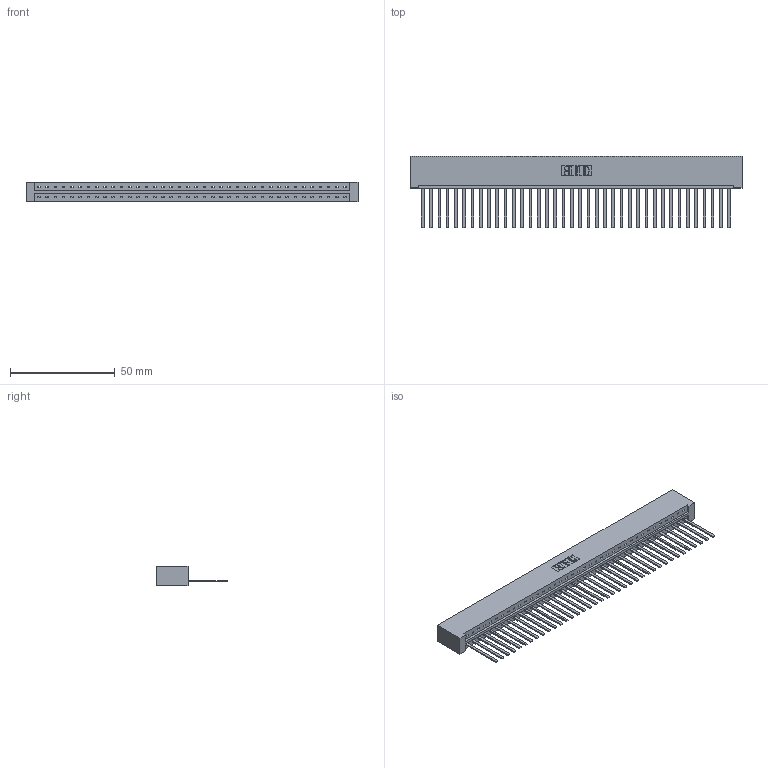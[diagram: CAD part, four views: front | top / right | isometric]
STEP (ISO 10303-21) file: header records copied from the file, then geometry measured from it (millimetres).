
FILE_DESCRIPTION (( 'STEP AP203' ), '1' );
FILE_NAME ('333-038-544-101.STEP', '2018-08-03T11:41:33', ( '' ), ( '' ), 'SwSTEP 2.0', 'SolidWorks 2016', '' );
FILE_SCHEMA (( 'CONFIG_CONTROL_DESIGN' ));
Length unit declared in the file: inch
Products named in the file (3): 333 Part_Lugless; 345-292-001_345-293-144; 333-038-544-101
Assembly tree (39 placements, depth 2):
  333-038-544-101
    333 Part_Lugless
    345-292-001_345-293-144  x38
Bounding box: 158.83 x 34.3 x 9.4 mm (x, y, z)
Volume: 17000.8 mm3; surface area: 19756 mm2
Topology: 39 solids, 39 shells, 2082 faces, 6291 edges, 4142 vertices
Faces by surface type: plane 1510, cylinder 572
Entity records: 23287 total; most frequent: CARTESIAN_POINT 4024, ORIENTED_EDGE 3998, DIRECTION 3391, EDGE_CURVE 1999, LINE 1883, VECTOR 1883, VERTEX_POINT 1330, AXIS2_PLACEMENT_3D 754
